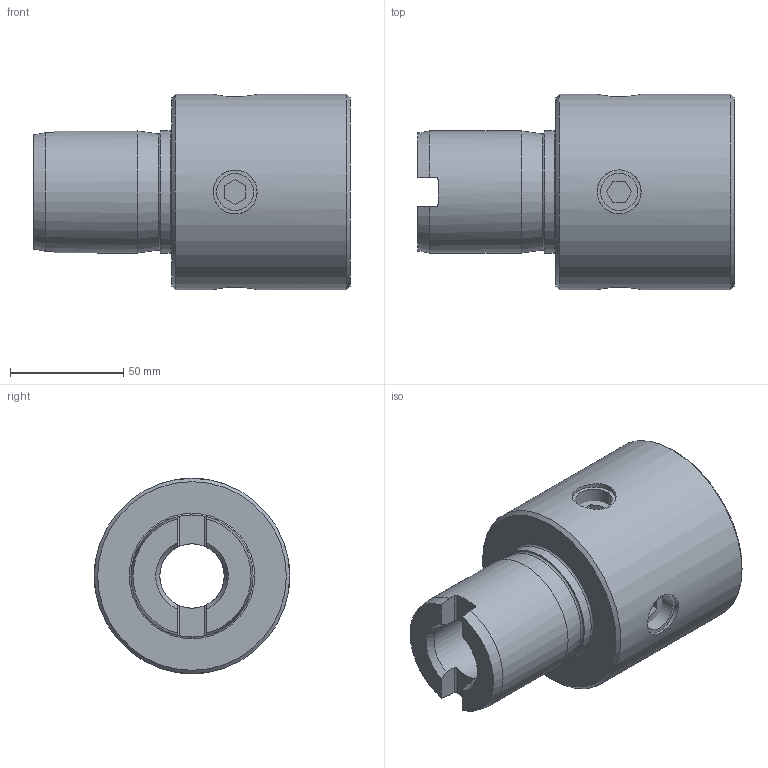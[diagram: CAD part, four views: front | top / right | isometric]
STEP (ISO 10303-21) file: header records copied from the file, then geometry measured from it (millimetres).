
FILE_DESCRIPTION(/* description */ (''),/* implementation_level */ '2;1');
FILE_NAME(/* name */ '6-250.stp',/* time_stamp */ '2019-10-16T11:15:42-04:00',/* author */ ('dhartman'),/* organization */ (''),/* preprocessor_version */ 'ST-DEVELOPER v16.13',/* originating_system */ 'Autodesk Inventor 2018',/* authorisation */ '24.6 in^3');
FILE_SCHEMA (('AUTOMOTIVE_DESIGN { 1 0 10303 214 3 1 1 }'));
Length unit declared in the file: inch
Products named in the file (3): 6-250; 6-250_1; 029-906
Assembly tree (5 placements, depth 2):
  6-250
    6-250_1
    029-906  x4
Bounding box: 139.7 x 86.36 x 86.36 mm (x, y, z)
Volume: 404115.3 mm3; surface area: 67351.5 mm2
Topology: 5 solids, 5 shells, 91 faces, 211 edges, 138 vertices
Faces by surface type: plane 52, cylinder 21, cone 16, torus 2
Full cylindrical faces by diameter (mm): 16.307 x4, 19.05 x4, 19.431 x4, 28.448 x1, 48.788 x1, 53.962 x2, 86.36 x1
Entity records: 1899 total; most frequent: CARTESIAN_POINT 609, DIRECTION 240, ORIENTED_EDGE 208, EDGE_CURVE 104, AXIS2_PLACEMENT_3D 101, EDGE_LOOP 94, VERTEX_POINT 82, FACE_OUTER_BOUND 55
